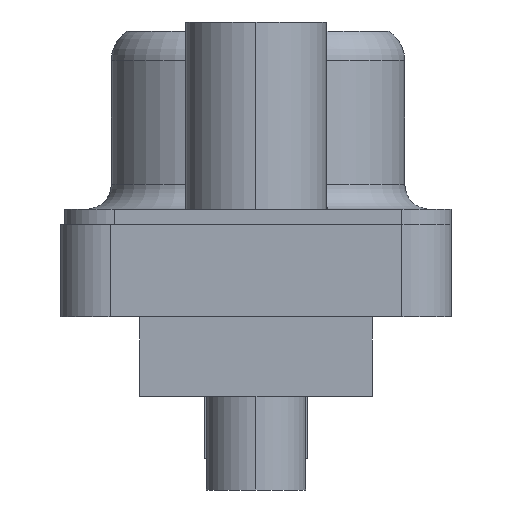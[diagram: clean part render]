
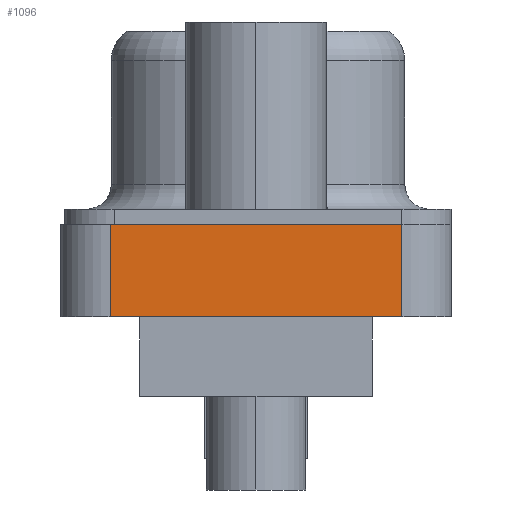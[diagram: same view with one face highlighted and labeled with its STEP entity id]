
A CAD part, left-side view. The second image highlights one B-rep face of the part: STEP entity #1096.
In plain terms, the highlighted planar face has unit normal (-1, 0, 0).
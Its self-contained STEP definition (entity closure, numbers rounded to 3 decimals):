
#781=CARTESIAN_POINT('',(-26.52,-4.675,2.55));
#782=VERTEX_POINT('',#781);
#790=CARTESIAN_POINT('',(-26.52,4.675,2.55));
#791=VERTEX_POINT('',#790);
#792=CARTESIAN_POINT('',(-26.52,-4.675,2.55));
#793=DIRECTION('',(0.0,1.0,0.0));
#794=VECTOR('',#793,9.35);
#795=LINE('',#792,#794);
#796=EDGE_CURVE('',#782,#791,#795,.T.);
#1053=CARTESIAN_POINT('',(-26.52,-4.675,5.5));
#1054=VERTEX_POINT('',#1053);
#1062=CARTESIAN_POINT('',(-26.52,-4.675,2.55));
#1063=DIRECTION('',(0.0,0.0,1.0));
#1064=VECTOR('',#1063,2.95);
#1065=LINE('',#1062,#1064);
#1066=EDGE_CURVE('',#782,#1054,#1065,.T.);
#1073=CARTESIAN_POINT('',(-26.52,-4.675,2.55));
#1074=DIRECTION('',(-1.0,0.0,0.0));
#1075=DIRECTION('',(0.0,0.0,1.0));
#1076=AXIS2_PLACEMENT_3D('',#1073,#1074,#1075);
#1077=PLANE('',#1076);
#1078=CARTESIAN_POINT('',(-26.52,4.675,5.5));
#1079=VERTEX_POINT('',#1078);
#1080=CARTESIAN_POINT('',(-26.52,-4.675,5.5));
#1081=DIRECTION('',(0.0,1.0,0.0));
#1082=VECTOR('',#1081,9.35);
#1083=LINE('',#1080,#1082);
#1084=EDGE_CURVE('',#1054,#1079,#1083,.T.);
#1085=ORIENTED_EDGE('',*,*,#1084,.T.);
#1086=CARTESIAN_POINT('',(-26.52,4.675,2.55));
#1087=DIRECTION('',(0.0,0.0,1.0));
#1088=VECTOR('',#1087,2.95);
#1089=LINE('',#1086,#1088);
#1090=EDGE_CURVE('',#791,#1079,#1089,.T.);
#1091=ORIENTED_EDGE('',*,*,#1090,.F.);
#1092=ORIENTED_EDGE('',*,*,#796,.F.);
#1093=ORIENTED_EDGE('',*,*,#1066,.T.);
#1094=EDGE_LOOP('',(#1085,#1091,#1092,#1093));
#1095=FACE_OUTER_BOUND('',#1094,.T.);
#1096=ADVANCED_FACE('',(#1095),#1077,.T.);
